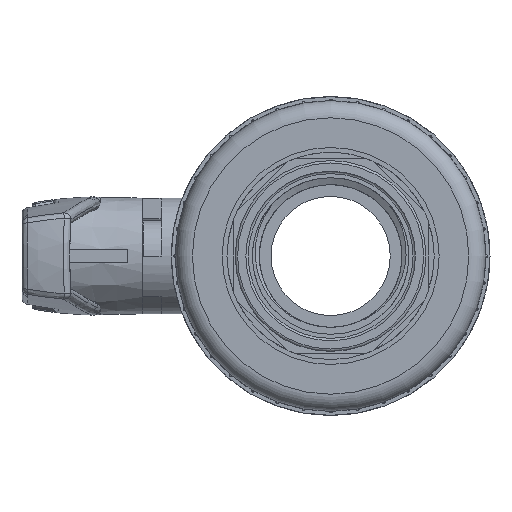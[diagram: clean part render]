
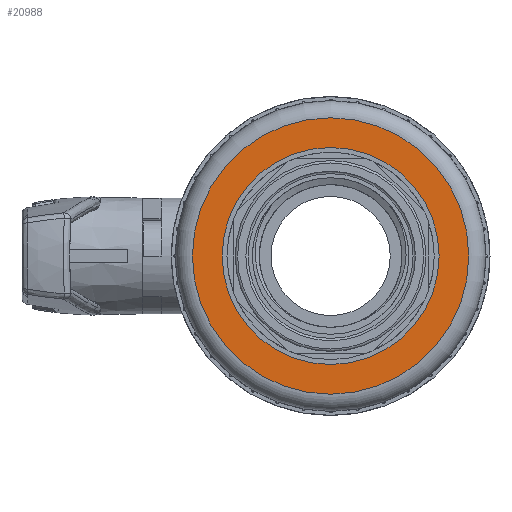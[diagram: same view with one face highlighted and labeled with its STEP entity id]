
A CAD part, left-side view. The second image highlights one B-rep face of the part: STEP entity #20988.
In plain terms, the highlighted planar face has unit normal (-1, 0, 0).
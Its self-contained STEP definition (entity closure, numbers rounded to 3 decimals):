
#1276=FACE_BOUND('',#3983,.T.);
#1706=PLANE('',#22889);
#2736=FACE_OUTER_BOUND('',#3982,.T.);
#3982=EDGE_LOOP('',(#18410));
#3983=EDGE_LOOP('',(#18411));
#7904=CIRCLE('',#22890,29.34);
#7905=CIRCLE('',#22891,23.04);
#9870=VERTEX_POINT('',#53698);
#9871=VERTEX_POINT('',#53700);
#12834=EDGE_CURVE('',#9870,#9870,#7904,.T.);
#12835=EDGE_CURVE('',#9871,#9871,#7905,.T.);
#18410=ORIENTED_EDGE('',*,*,#12834,.T.);
#18411=ORIENTED_EDGE('',*,*,#12835,.T.);
#20988=ADVANCED_FACE('',(#2736,#1276),#1706,.F.);
#22889=AXIS2_PLACEMENT_3D('',#53697,#27773,#27774);
#22890=AXIS2_PLACEMENT_3D('',#53699,#27775,#27776);
#22891=AXIS2_PLACEMENT_3D('',#53701,#27777,#27778);
#27773=DIRECTION('center_axis',(1.,0.,0.));
#27774=DIRECTION('ref_axis',(0.,-1.,0.));
#27775=DIRECTION('center_axis',(-1.,0.,0.));
#27776=DIRECTION('ref_axis',(0.,1.,0.));
#27777=DIRECTION('center_axis',(1.,0.,0.));
#27778=DIRECTION('ref_axis',(0.,0.,-1.));
#53697=CARTESIAN_POINT('Origin',(-678.46,31.69,0.));
#53698=CARTESIAN_POINT('',(-678.46,28.09,0.));
#53699=CARTESIAN_POINT('Origin',(-678.46,-1.25,0.));
#53700=CARTESIAN_POINT('',(-678.46,-1.25,-23.04));
#53701=CARTESIAN_POINT('Origin',(-678.46,-1.25,0.));
